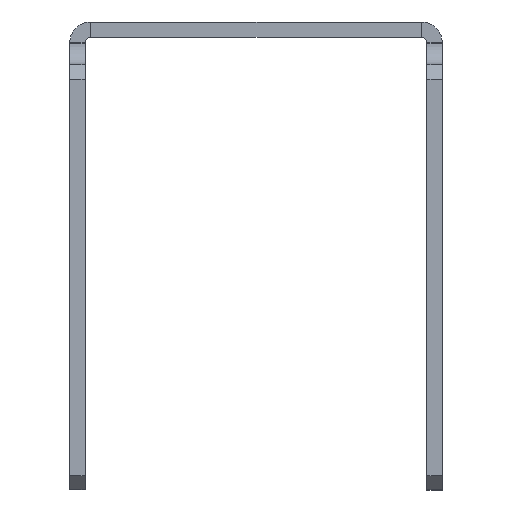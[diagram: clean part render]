
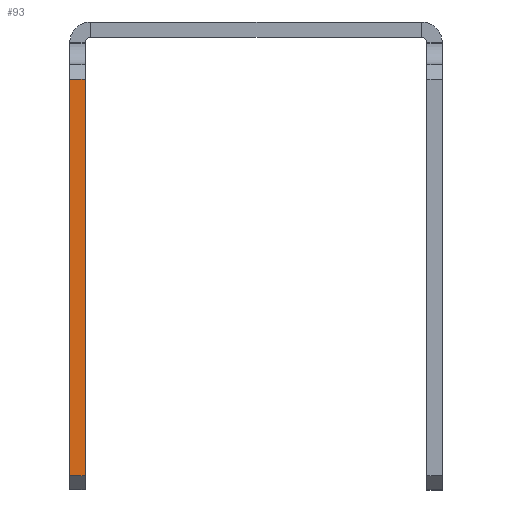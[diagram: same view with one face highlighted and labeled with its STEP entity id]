
A CAD part, left-side view. The second image highlights one B-rep face of the part: STEP entity #93.
In plain terms, the highlighted planar face has unit normal (-1, 0, 0).
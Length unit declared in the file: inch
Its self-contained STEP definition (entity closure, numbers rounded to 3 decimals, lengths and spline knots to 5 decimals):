
#71 = VECTOR ( 'NONE', #969, 39.37008 ) ;
#93 = ADVANCED_FACE ( 'NONE', ( #504 ), #1327, .F. ) ;
#210 = CARTESIAN_POINT ( 'NONE',  ( -1.995, 1.0925, -0.245 ) ) ;
#231 = CARTESIAN_POINT ( 'NONE',  ( -1.995, 1.0925, -0.16 ) ) ;
#274 = CARTESIAN_POINT ( 'NONE',  ( -1.995, 1.0025, -0.16 ) ) ;
#310 = EDGE_CURVE ( 'NONE', #1534, #1945, #2601, .T. ) ;
#345 = LINE ( 'NONE', #943, #1321 ) ;
#410 = ORIENTED_EDGE ( 'NONE', *, *, #1276, .T. ) ;
#477 = AXIS2_PLACEMENT_3D ( 'NONE', #231, #1334, #2041 ) ;
#504 = FACE_OUTER_BOUND ( 'NONE', #2551, .T. ) ;
#523 = CARTESIAN_POINT ( 'NONE',  ( -1.995, 1.0925, -2.57 ) ) ;
#770 = VECTOR ( 'NONE', #2063, 39.37008 ) ;
#776 = VECTOR ( 'NONE', #2790, 39.37008 ) ;
#943 = CARTESIAN_POINT ( 'NONE',  ( -1.995, 1.0925, -0.16 ) ) ;
#955 = VERTEX_POINT ( 'NONE', #1936 ) ;
#969 = DIRECTION ( 'NONE',  ( 0., -1., 0. ) ) ;
#985 = VERTEX_POINT ( 'NONE', #1499 ) ;
#1169 = DIRECTION ( 'NONE',  ( 0., 0., 1. ) ) ;
#1266 = ORIENTED_EDGE ( 'NONE', *, *, #1404, .T. ) ;
#1276 = EDGE_CURVE ( 'NONE', #985, #1534, #2597, .T. ) ;
#1321 = VECTOR ( 'NONE', #1169, 39.37008 ) ;
#1327 = PLANE ( 'NONE',  #477 ) ;
#1334 = DIRECTION ( 'NONE',  ( 1., 0., 0. ) ) ;
#1404 = EDGE_CURVE ( 'NONE', #955, #985, #2169, .T. ) ;
#1499 = CARTESIAN_POINT ( 'NONE',  ( -1.995, 1.0025, -2.57 ) ) ;
#1534 = VERTEX_POINT ( 'NONE', #2808 ) ;
#1899 = CARTESIAN_POINT ( 'NONE',  ( -1.995, 1.0925, -0.245 ) ) ;
#1936 = CARTESIAN_POINT ( 'NONE',  ( -1.995, 1.0925, -2.57 ) ) ;
#1945 = VERTEX_POINT ( 'NONE', #210 ) ;
#1979 = ORIENTED_EDGE ( 'NONE', *, *, #2035, .F. ) ;
#2035 = EDGE_CURVE ( 'NONE', #955, #1945, #345, .T. ) ;
#2041 = DIRECTION ( 'NONE',  ( 0., 0., -1. ) ) ;
#2057 = ORIENTED_EDGE ( 'NONE', *, *, #310, .T. ) ;
#2063 = DIRECTION ( 'NONE',  ( 0., 0., 1. ) ) ;
#2169 = LINE ( 'NONE', #523, #71 ) ;
#2551 = EDGE_LOOP ( 'NONE', ( #410, #2057, #1979, #1266 ) ) ;
#2597 = LINE ( 'NONE', #274, #770 ) ;
#2601 = LINE ( 'NONE', #1899, #776 ) ;
#2790 = DIRECTION ( 'NONE',  ( 0., 1., 0. ) ) ;
#2808 = CARTESIAN_POINT ( 'NONE',  ( -1.995, 1.0025, -0.245 ) ) ;
